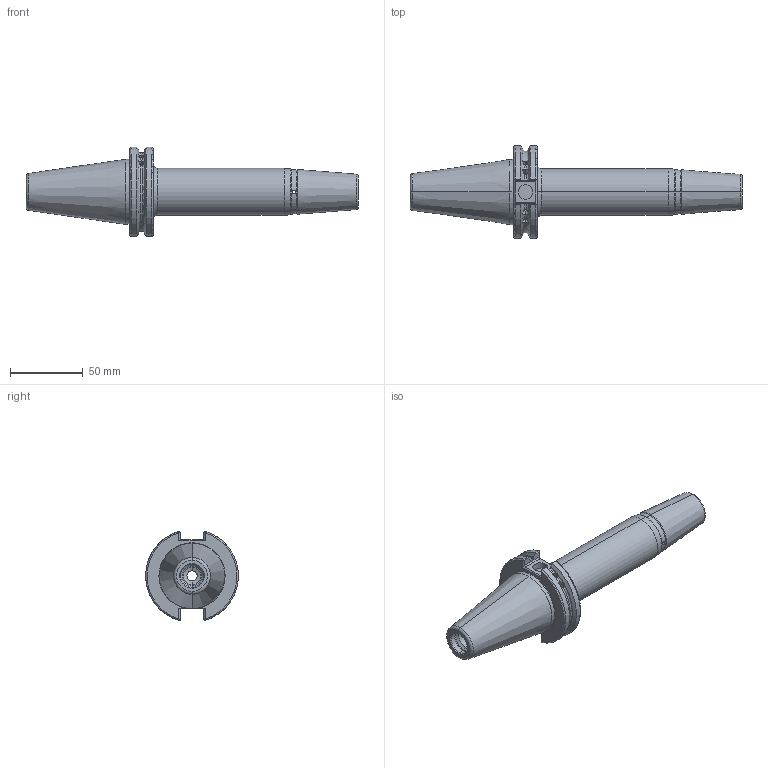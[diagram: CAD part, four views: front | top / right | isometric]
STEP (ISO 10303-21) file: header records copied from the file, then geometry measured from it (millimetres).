
FILE_DESCRIPTION (( 'STEP AP203' ), '1' );
FILE_NAME ('CA40A260B10160HP1.STEP', '2021-03-17T08:20:05', ( 'user' ), ( '' ), 'SwSTEP 2.0', 'SolidWorks 2013', '' );
FILE_SCHEMA (( 'CONFIG_CONTROL_DESIGN' ));
Length unit declared in the file: millimetre
Products named in the file (1): CA40A260B10160HP1
Bounding box: 228.35 x 63.59 x 61.49 mm (x, y, z)
Volume: 195742.3 mm3; surface area: 39155.5 mm2
Topology: 1 solids, 1 shells, 164 faces, 437 edges, 266 vertices
Faces by surface type: cylinder 50, plane 44, cone 38, torus 30, bspline 2
Entity records: 5770 total; most frequent: CARTESIAN_POINT 1796, ORIENTED_EDGE 858, DIRECTION 784, EDGE_CURVE 429, AXIS2_PLACEMENT_3D 309, VERTEX_POINT 266, EDGE_LOOP 173, VECTOR 166
